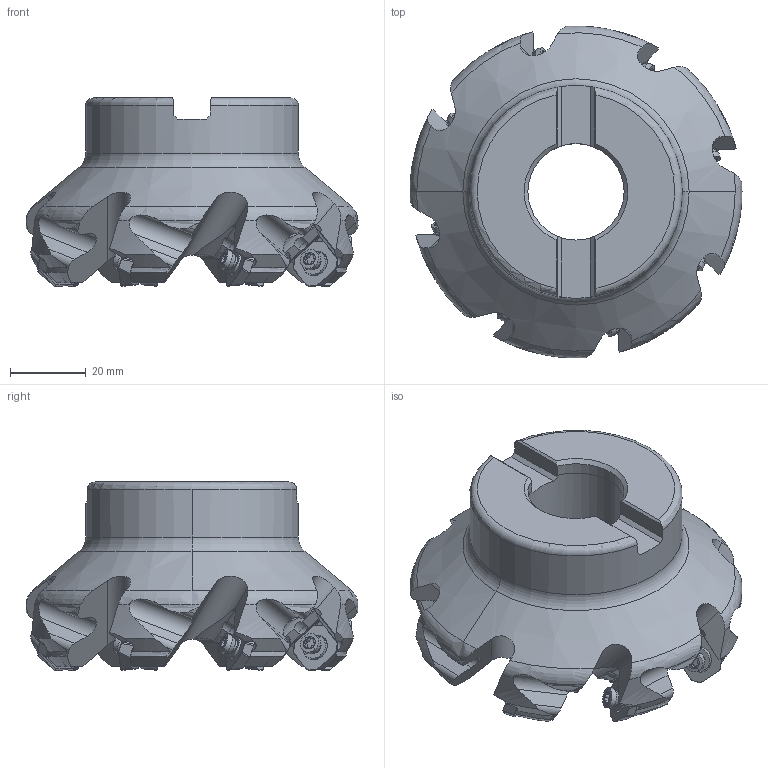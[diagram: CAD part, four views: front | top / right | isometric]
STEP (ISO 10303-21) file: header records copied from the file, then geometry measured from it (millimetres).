
FILE_DESCRIPTION(/* description */ (''),/* implementation_level */ '2;1');
FILE_NAME(/* name */ 'ASX445R0308C.stp',/* time_stamp */ '2021-09-08T11:41:06+09:00',/* author */ (''),/* organization */ (''),/* preprocessor_version */ 'ST-DEVELOPER v16',/* originating_system */ 'SIEMENS PLM Software NX 10.0',/* authorisation */ '');
FILE_SCHEMA (('AUTOMOTIVE_DESIGN { 1 0 10303 214 3 1 1 1 }'));
Length unit declared in the file: millimetre
Products named in the file (1): ASX445R0308C_ASM
Bounding box: 87.42 x 87.42 x 49.5 mm (x, y, z)
Volume: 119645.7 mm3; surface area: 30754.8 mm2
Topology: 25 solids, 25 shells, 1164 faces, 3162 edges, 2119 vertices
Faces by surface type: plane 476, cylinder 464, cone 144, torus 48, sphere 16, bspline 16
Entity records: 41558 total; most frequent: CARTESIAN_POINT 11137, DIRECTION 6360, ORIENTED_EDGE 6228, EDGE_CURVE 3114, AXIS2_PLACEMENT_3D 2510, VERTEX_POINT 2032, LINE 1340, VECTOR 1340
